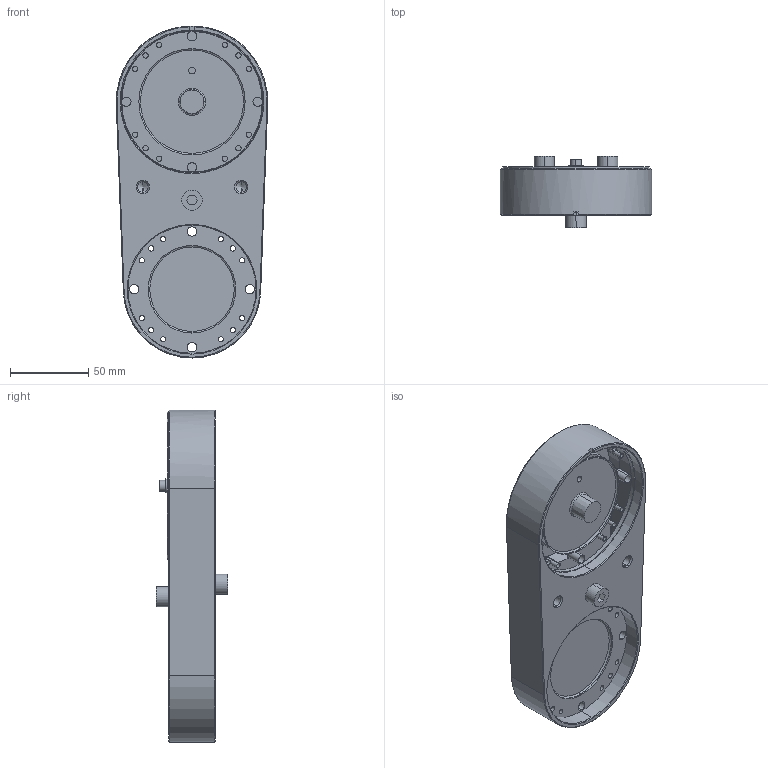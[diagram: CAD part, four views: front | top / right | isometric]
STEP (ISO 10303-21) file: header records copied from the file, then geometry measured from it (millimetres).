
FILE_DESCRIPTION(('FreeCAD Model'),'2;1');
FILE_NAME('link1.step', '2021-01-28T02:15:40',('Author'),(''), 'Open CASCADE STEP processor 7.3','FreeCAD','Unknown');
FILE_SCHEMA(('AUTOMOTIVE_DESIGN { 1 0 10303 214 1 1 1 1 }'));
Length unit declared in the file: metre
Products named in the file (1): J1_250-S
Bounding box: 96.93 x 46 x 212.5 mm (x, y, z)
Volume: 285320.6 mm3; surface area: 83513.4 mm2
Topology: 1 solids, 1 shells, 226 faces, 566 edges, 349 vertices
Faces by surface type: cylinder 116, plane 62, cone 36, torus 12
Entity records: 16528 total; most frequent: CARTESIAN_POINT 3538, DIRECTION 2258, ORIENTED_EDGE 1112, PCURVE 1112, DEFINITIONAL_REPRESENTATION 1112, LINE 1084, VECTOR 1084, EDGE_CURVE 556
